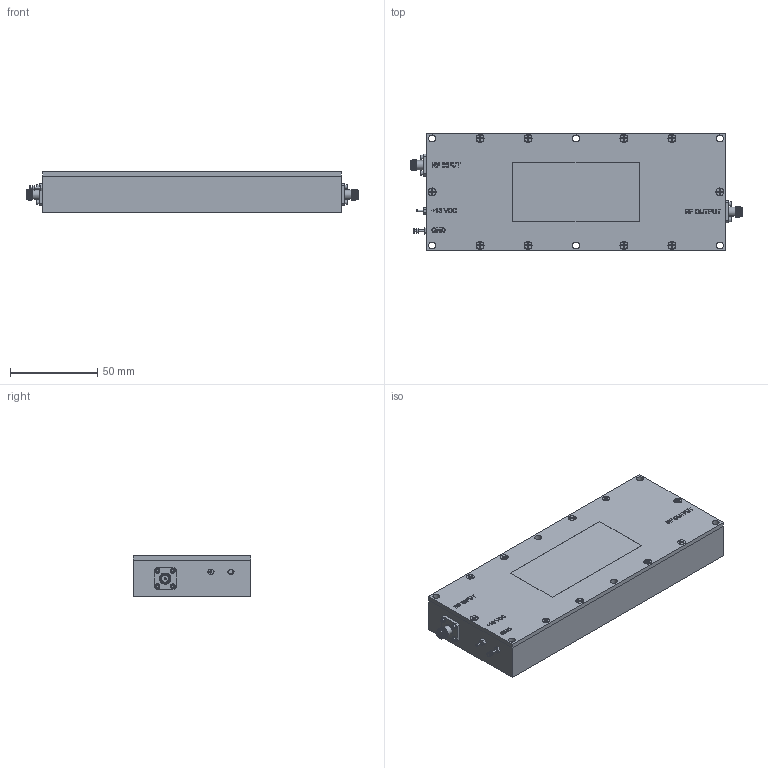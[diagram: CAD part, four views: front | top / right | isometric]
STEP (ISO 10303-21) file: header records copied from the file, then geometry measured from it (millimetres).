
FILE_DESCRIPTION (( 'STEP AP203' ), '1' );
FILE_NAME ('PE15A5038_3D.step', '2020-08-11T15:41:10', ( '' ), ( '' ), 'SwSTEP 2.0', 'SolidWorks 2018', '' );
FILE_SCHEMA (( 'CONFIG_CONTROL_DESIGN' ));
Products named in the file (1): PE15A5038_3D
Bounding box: 189.84 x 67.31 x 23.25 mm (x, y, z)
Volume: 265751.2 mm3; surface area: 37372.7 mm2
Topology: 1 solids, 9 shells, 1012 faces, 2493 edges, 1625 vertices
Faces by surface type: plane 571, bspline 155, cone 146, cylinder 138, torus 2
Full cylindrical faces by diameter (mm): 0.508 x2, 0.762 x1, 1.016 x4, 1.27 x5, 1.524 x24, 1.854 x10, 2.438 x8, 2.54 x2, 2.946 x8, 3.962 x6, 4.521 x2, 4.572 x10, 5.08 x2, 5.334 x4
Entity records: 49300 total; most frequent: CARTESIAN_POINT 28393, ORIENTED_EDGE 4536, DIRECTION 3550, EDGE_CURVE 2268, VERTEX_POINT 1540, EDGE_LOOP 1258, AXIS2_PLACEMENT_3D 1224, LINE 1102
